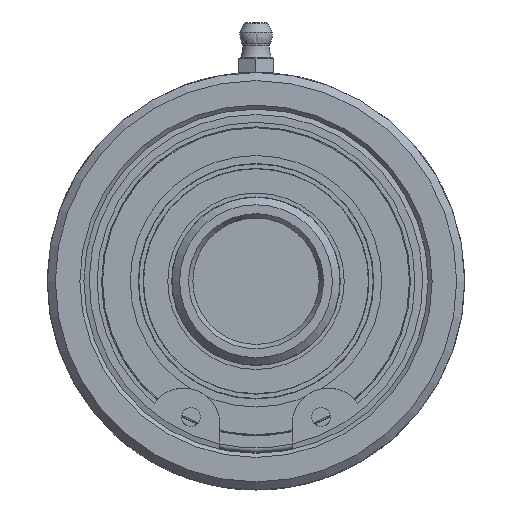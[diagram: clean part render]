
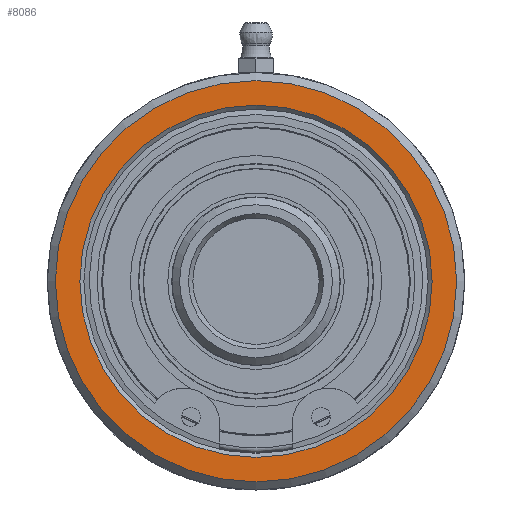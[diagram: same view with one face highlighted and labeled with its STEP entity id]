
A CAD part, left-side view. The second image highlights one B-rep face of the part: STEP entity #8086.
In plain terms, the highlighted planar face has unit normal (-1, 0, 0).
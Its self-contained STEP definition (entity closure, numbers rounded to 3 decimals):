
#664=FACE_BOUND('',#1477,.T.);
#725=PLANE('',#8646);
#996=FACE_OUTER_BOUND('',#1476,.T.);
#1476=EDGE_LOOP('',(#5547));
#1477=EDGE_LOOP('',(#5548));
#2908=CIRCLE('',#8639,34.85);
#2912=CIRCLE('',#8647,39.7);
#3276=VERTEX_POINT('',#13082);
#3280=VERTEX_POINT('',#13097);
#4160=EDGE_CURVE('',#3276,#3276,#2908,.T.);
#4166=EDGE_CURVE('',#3280,#3280,#2912,.T.);
#5547=ORIENTED_EDGE('',*,*,#4166,.F.);
#5548=ORIENTED_EDGE('',*,*,#4160,.F.);
#8086=ADVANCED_FACE('',(#996,#664),#725,.F.);
#8639=AXIS2_PLACEMENT_3D('',#13084,#9576,#9577);
#8646=AXIS2_PLACEMENT_3D('',#13096,#9592,#9593);
#8647=AXIS2_PLACEMENT_3D('',#13098,#9594,#9595);
#9576=DIRECTION('center_axis',(-1.,0.,0.));
#9577=DIRECTION('ref_axis',(0.,0.,-1.));
#9592=DIRECTION('center_axis',(1.,0.,0.));
#9593=DIRECTION('ref_axis',(0.,0.,1.));
#9594=DIRECTION('center_axis',(1.,0.,0.));
#9595=DIRECTION('ref_axis',(0.,0.,1.));
#13082=CARTESIAN_POINT('',(-46.09,0.,34.85));
#13084=CARTESIAN_POINT('Origin',(-46.09,0.,0.));
#13096=CARTESIAN_POINT('Origin',(-46.09,0.,-20.65));
#13097=CARTESIAN_POINT('',(-46.09,0.,-39.7));
#13098=CARTESIAN_POINT('Origin',(-46.09,0.,0.));
